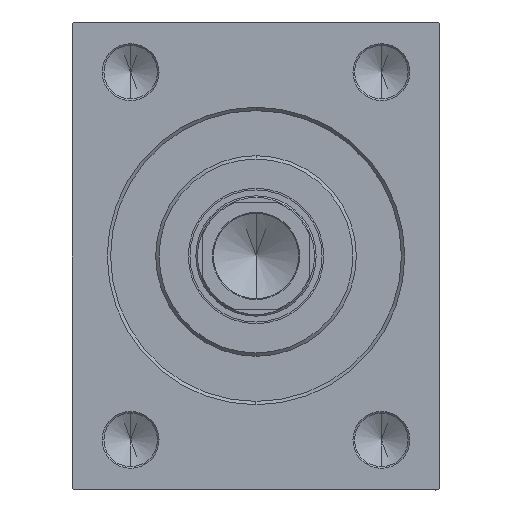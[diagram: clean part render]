
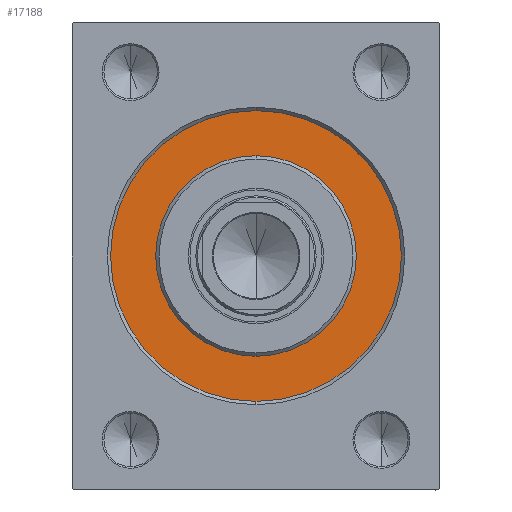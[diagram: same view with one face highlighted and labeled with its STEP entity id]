
A CAD part, left-side view. The second image highlights one B-rep face of the part: STEP entity #17188.
In plain terms, the highlighted face is planar.
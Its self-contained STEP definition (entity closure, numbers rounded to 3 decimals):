
#432 = CARTESIAN_POINT ( 'NONE',  ( 0., 0., 0. ) ) ;
#1427 = PLANE ( 'NONE',  #20627 ) ;
#2628 = CARTESIAN_POINT ( 'NONE',  ( 0., 0., 0. ) ) ;
#2831 = EDGE_LOOP ( 'NONE', ( #33829, #23920 ) ) ;
#3184 = DIRECTION ( 'NONE',  ( -1., 0., 0. ) ) ;
#3522 = DIRECTION ( 'NONE',  ( 0., 0., 1. ) ) ;
#3578 = CARTESIAN_POINT ( 'NONE',  ( 0., 0., 30. ) ) ;
#8108 = ORIENTED_EDGE ( 'NONE', *, *, #43393, .F. ) ;
#8135 = EDGE_CURVE ( 'NONE', #44227, #44610, #8740, .T. ) ;
#8740 = CIRCLE ( 'NONE', #29076, 30. ) ;
#9236 = DIRECTION ( 'NONE',  ( 1., 0., 0. ) ) ;
#11947 = EDGE_CURVE ( 'NONE', #22631, #20452, #25598, .T. ) ;
#13508 = DIRECTION ( 'NONE',  ( 1., 0., 0. ) ) ;
#17188 = ADVANCED_FACE ( 'NONE', ( #39029, #43112 ), #1427, .F. ) ;
#17602 = CARTESIAN_POINT ( 'NONE',  ( 0., 0., 0. ) ) ;
#17940 = CARTESIAN_POINT ( 'NONE',  ( 0., 0., -43.5 ) ) ;
#18874 = CARTESIAN_POINT ( 'NONE',  ( 0., 0., 43.5 ) ) ;
#19190 = AXIS2_PLACEMENT_3D ( 'NONE', #17602, #13508, #44910 ) ;
#20452 = VERTEX_POINT ( 'NONE', #18874 ) ;
#20627 = AXIS2_PLACEMENT_3D ( 'NONE', #35619, #36287, #29445 ) ;
#21244 = EDGE_CURVE ( 'NONE', #44610, #44227, #38825, .T. ) ;
#22631 = VERTEX_POINT ( 'NONE', #17940 ) ;
#23920 = ORIENTED_EDGE ( 'NONE', *, *, #8135, .F. ) ;
#25147 = ORIENTED_EDGE ( 'NONE', *, *, #11947, .F. ) ;
#25598 = CIRCLE ( 'NONE', #35049, 43.5 ) ;
#29076 = AXIS2_PLACEMENT_3D ( 'NONE', #2628, #9236, #30406 ) ;
#29445 = DIRECTION ( 'NONE',  ( 0., 0., 1. ) ) ;
#30079 = CIRCLE ( 'NONE', #37331, 43.5 ) ;
#30406 = DIRECTION ( 'NONE',  ( 0., 0., -1. ) ) ;
#30754 = CARTESIAN_POINT ( 'NONE',  ( 0., 0., -30. ) ) ;
#30874 = CARTESIAN_POINT ( 'NONE',  ( 0., 0., 0. ) ) ;
#30973 = DIRECTION ( 'NONE',  ( 0., 0., 1. ) ) ;
#33829 = ORIENTED_EDGE ( 'NONE', *, *, #21244, .F. ) ;
#34293 = DIRECTION ( 'NONE',  ( -1., 0., 0. ) ) ;
#35049 = AXIS2_PLACEMENT_3D ( 'NONE', #30874, #34293, #3522 ) ;
#35619 = CARTESIAN_POINT ( 'NONE',  ( 0., 0., 0. ) ) ;
#36287 = DIRECTION ( 'NONE',  ( -1., 0., 0. ) ) ;
#37331 = AXIS2_PLACEMENT_3D ( 'NONE', #432, #3184, #30973 ) ;
#38825 = CIRCLE ( 'NONE', #19190, 30. ) ;
#39029 = FACE_BOUND ( 'NONE', #2831, .T. ) ;
#42690 = EDGE_LOOP ( 'NONE', ( #25147, #8108 ) ) ;
#43112 = FACE_OUTER_BOUND ( 'NONE', #42690, .T. ) ;
#43393 = EDGE_CURVE ( 'NONE', #20452, #22631, #30079, .T. ) ;
#44227 = VERTEX_POINT ( 'NONE', #30754 ) ;
#44610 = VERTEX_POINT ( 'NONE', #3578 ) ;
#44910 = DIRECTION ( 'NONE',  ( 0., 0., -1. ) ) ;
